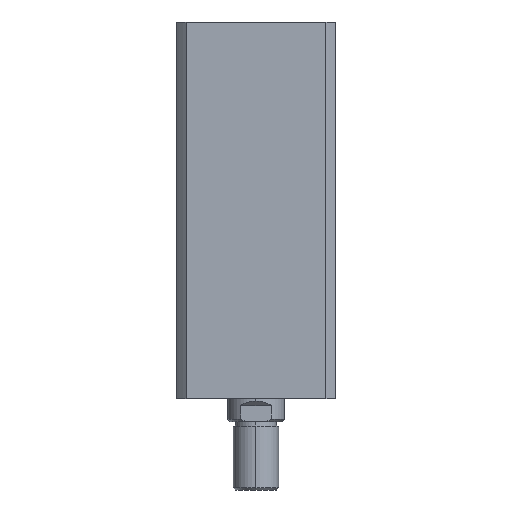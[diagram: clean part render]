
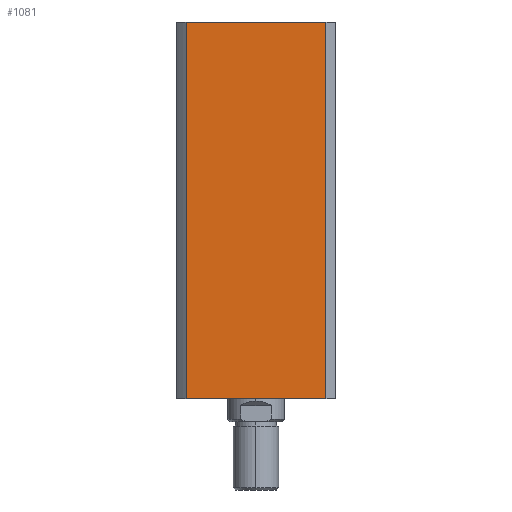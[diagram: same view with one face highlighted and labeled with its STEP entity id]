
A CAD part, left-side view. The second image highlights one B-rep face of the part: STEP entity #1081.
In plain terms, the highlighted planar face has unit normal (-1, 0, 0).
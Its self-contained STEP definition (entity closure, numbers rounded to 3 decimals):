
#65 = EDGE_LOOP ( 'NONE', ( #3501, #3502, #3503, #3504 ) ) ;
#169 = CARTESIAN_POINT ( 'NONE',  ( -35., 0., 165. ) ) ;
#172 = PLANE ( 'NONE',  #2487 ) ;
#174 = DIRECTION ( 'NONE',  ( 1., 0., 0. ) ) ;
#175 = DIRECTION ( 'NONE',  ( 0., 0., -1. ) ) ;
#244 = CARTESIAN_POINT ( 'NONE',  ( -35., 0., 165. ) ) ;
#245 = DIRECTION ( 'NONE',  ( 0., 0., -1. ) ) ;
#246 = CARTESIAN_POINT ( 'NONE',  ( -35., -30.615, 165. ) ) ;
#247 = DIRECTION ( 'NONE',  ( 0., -1., 0. ) ) ;
#511 = CARTESIAN_POINT ( 'NONE',  ( -35., -30.615, 0. ) ) ;
#513 = CARTESIAN_POINT ( 'NONE',  ( -35., 30.615, 0. ) ) ;
#516 = CARTESIAN_POINT ( 'NONE',  ( -35., 30.615, 165. ) ) ;
#548 = CARTESIAN_POINT ( 'NONE',  ( -35., -30.615, 165. ) ) ;
#1081 = ADVANCED_FACE ( 'NONE', ( #3191 ), #172, .F. ) ;
#1681 = LINE ( 'NONE', #2747, #1682 ) ;
#1682 = VECTOR ( 'NONE', #2741, 1000. ) ;
#1683 = LINE ( 'NONE', #2754, #1684 ) ;
#1684 = VECTOR ( 'NONE', #2750, 1000. ) ;
#2306 = EDGE_CURVE ( 'NONE', #2958, #2921, #3230, .T. ) ;
#2307 = EDGE_CURVE ( 'NONE', #2926, #2958, #3238, .T. ) ;
#2487 = AXIS2_PLACEMENT_3D ( 'NONE', #169, #174, #175 ) ;
#2741 = DIRECTION ( 'NONE',  ( 0., 0., -1. ) ) ;
#2747 = CARTESIAN_POINT ( 'NONE',  ( -35., 30.615, 165. ) ) ;
#2750 = DIRECTION ( 'NONE',  ( 0., -1., 0. ) ) ;
#2754 = CARTESIAN_POINT ( 'NONE',  ( -35., 0., 0. ) ) ;
#2921 = VERTEX_POINT ( 'NONE', #511 ) ;
#2923 = VERTEX_POINT ( 'NONE', #513 ) ;
#2926 = VERTEX_POINT ( 'NONE', #516 ) ;
#2958 = VERTEX_POINT ( 'NONE', #548 ) ;
#3191 = FACE_OUTER_BOUND ( 'NONE', #65, .T. ) ;
#3230 = LINE ( 'NONE', #246, #3240 ) ;
#3238 = LINE ( 'NONE', #244, #3247 ) ;
#3240 = VECTOR ( 'NONE', #245, 1000. ) ;
#3247 = VECTOR ( 'NONE', #247, 1000. ) ;
#3501 = ORIENTED_EDGE ( 'NONE', *, *, #3704, .T. ) ;
#3502 = ORIENTED_EDGE ( 'NONE', *, *, #2306, .F. ) ;
#3503 = ORIENTED_EDGE ( 'NONE', *, *, #2307, .F. ) ;
#3504 = ORIENTED_EDGE ( 'NONE', *, *, #3702, .T. ) ;
#3702 = EDGE_CURVE ( 'NONE', #2926, #2923, #1681, .T. ) ;
#3704 = EDGE_CURVE ( 'NONE', #2923, #2921, #1683, .T. ) ;
